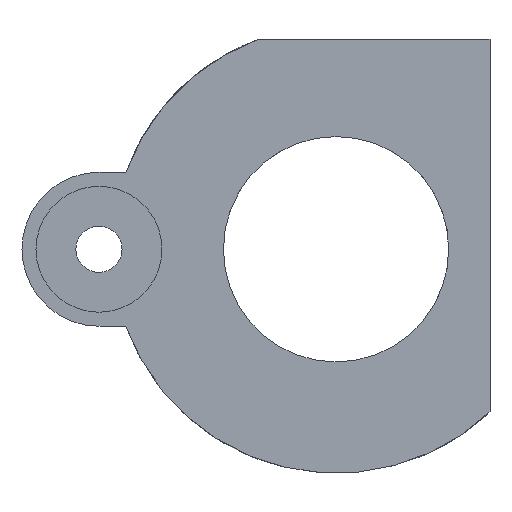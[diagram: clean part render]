
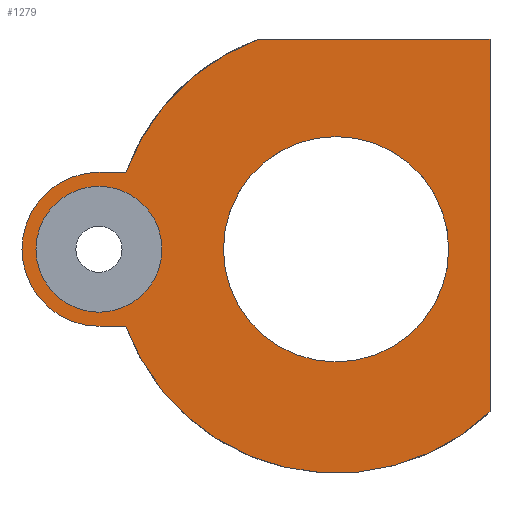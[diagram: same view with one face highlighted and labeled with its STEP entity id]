
A CAD part, front view. The second image highlights one B-rep face of the part: STEP entity #1279.
In plain terms, the highlighted planar face has unit normal (0, -1, 0).
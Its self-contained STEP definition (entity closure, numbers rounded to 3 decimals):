
#2=CARTESIAN_POINT('',(0.,-19.5,0.));
#3=DIRECTION('',(0.,-1.,0.));
#4=DIRECTION('',(1.,0.,0.));
#5=AXIS2_PLACEMENT_3D('',#2,#3,#4);
#7=CARTESIAN_POINT('',(0.,-19.5,0.));
#8=DIRECTION('',(0.,-1.,0.));
#9=DIRECTION('',(-1.,0.,0.));
#10=AXIS2_PLACEMENT_3D('',#7,#8,#9);
#12=CARTESIAN_POINT('',(0.,-19.5,0.));
#13=DIRECTION('',(0.,1.,0.));
#14=DIRECTION('',(0.688,0.,-0.726));
#15=AXIS2_PLACEMENT_3D('',#12,#13,#14);
#17=DIRECTION('',(1.,0.,0.));
#18=VECTOR('',#17,1.914);
#19=CARTESIAN_POINT('',(-16.939,-19.5,-5.5));
#20=LINE('',#19,#18);
#21=CARTESIAN_POINT('',(-16.939,-19.5,0.));
#22=DIRECTION('',(0.,-1.,0.));
#23=DIRECTION('',(0.,0.,1.));
#24=AXIS2_PLACEMENT_3D('',#21,#22,#23);
#26=DIRECTION('',(-1.,0.,0.));
#27=VECTOR('',#26,1.914);
#28=CARTESIAN_POINT('',(-15.025,-19.5,5.5));
#29=LINE('',#28,#27);
#30=CARTESIAN_POINT('',(0.,-19.5,0.));
#31=DIRECTION('',(0.,1.,0.));
#32=DIRECTION('',(-0.939,0.,0.344));
#33=AXIS2_PLACEMENT_3D('',#30,#31,#32);
#35=DIRECTION('',(1.,0.,0.));
#36=VECTOR('',#35,16.568);
#37=CARTESIAN_POINT('',(-5.568,-19.5,15.));
#38=LINE('',#37,#36);
#39=DIRECTION('',(0.,0.,-1.));
#40=VECTOR('',#39,26.619);
#41=CARTESIAN_POINT('',(11.,-19.5,15.));
#42=LINE('',#41,#40);
#43=CARTESIAN_POINT('',(-16.939,-19.5,0.));
#44=DIRECTION('',(0.,-1.,0.));
#45=DIRECTION('',(-1.,0.,0.));
#46=AXIS2_PLACEMENT_3D('',#43,#44,#45);
#48=CARTESIAN_POINT('',(-16.939,-19.5,0.));
#49=DIRECTION('',(0.,-1.,0.));
#50=DIRECTION('',(1.,0.,0.));
#51=AXIS2_PLACEMENT_3D('',#48,#49,#50);
#1014=CARTESIAN_POINT('',(8.05,-19.5,0.));
#1015=CARTESIAN_POINT('',(-8.05,-19.5,0.));
#1016=VERTEX_POINT('',#1014);
#1017=VERTEX_POINT('',#1015);
#1022=CARTESIAN_POINT('',(11.,-19.5,-11.619));
#1024=VERTEX_POINT('',#1022);
#1026=CARTESIAN_POINT('',(-5.568,-19.5,15.));
#1027=CARTESIAN_POINT('',(11.,-19.5,15.));
#1028=VERTEX_POINT('',#1026);
#1029=VERTEX_POINT('',#1027);
#1079=CARTESIAN_POINT('',(-16.939,-19.5,5.5));
#1080=CARTESIAN_POINT('',(-16.939,-19.5,-5.5));
#1081=VERTEX_POINT('',#1079);
#1082=VERTEX_POINT('',#1080);
#1087=CARTESIAN_POINT('',(-15.025,-19.5,-5.5));
#1089=VERTEX_POINT('',#1087);
#1091=CARTESIAN_POINT('',(-15.025,-19.5,5.5));
#1093=VERTEX_POINT('',#1091);
#1143=CARTESIAN_POINT('',(-21.439,-19.5,0.));
#1144=CARTESIAN_POINT('',(-12.439,-19.5,0.));
#1145=VERTEX_POINT('',#1143);
#1146=VERTEX_POINT('',#1144);
#1246=CARTESIAN_POINT('',(0.,-19.5,0.));
#1247=DIRECTION('',(0.,1.,0.));
#1248=DIRECTION('',(1.,0.,0.));
#1249=AXIS2_PLACEMENT_3D('',#1246,#1247,#1248);
#1250=PLANE('',#1249);
#1252=ORIENTED_EDGE('',*,*,#1251,.T.);
#1254=ORIENTED_EDGE('',*,*,#1253,.F.);
#1256=ORIENTED_EDGE('',*,*,#1255,.F.);
#1258=ORIENTED_EDGE('',*,*,#1257,.F.);
#1260=ORIENTED_EDGE('',*,*,#1259,.T.);
#1262=ORIENTED_EDGE('',*,*,#1261,.T.);
#1264=ORIENTED_EDGE('',*,*,#1263,.T.);
#1265=EDGE_LOOP('',(#1252,#1254,#1256,#1258,#1260,#1262,#1264));
#1266=FACE_OUTER_BOUND('',#1265,.F.);
#1268=ORIENTED_EDGE('',*,*,#1267,.T.);
#1270=ORIENTED_EDGE('',*,*,#1269,.T.);
#1271=EDGE_LOOP('',(#1268,#1270));
#1272=FACE_BOUND('',#1271,.F.);
#1274=ORIENTED_EDGE('',*,*,#1273,.T.);
#1276=ORIENTED_EDGE('',*,*,#1275,.T.);
#1277=EDGE_LOOP('',(#1274,#1276));
#1278=FACE_BOUND('',#1277,.F.);
#1279=ADVANCED_FACE('',(#1266,#1272,#1278),#1250,.F.);
#6=CIRCLE('',#5,8.05);
#11=CIRCLE('',#10,8.05);
#16=CIRCLE('',#15,16.);
#25=CIRCLE('',#24,5.5);
#34=CIRCLE('',#33,16.);
#47=CIRCLE('',#46,4.5);
#52=CIRCLE('',#51,4.5);
#1251=EDGE_CURVE('',#1024,#1089,#16,.T.);
#1253=EDGE_CURVE('',#1082,#1089,#20,.T.);
#1255=EDGE_CURVE('',#1081,#1082,#25,.T.);
#1257=EDGE_CURVE('',#1093,#1081,#29,.T.);
#1259=EDGE_CURVE('',#1093,#1028,#34,.T.);
#1261=EDGE_CURVE('',#1028,#1029,#38,.T.);
#1263=EDGE_CURVE('',#1029,#1024,#42,.T.);
#1267=EDGE_CURVE('',#1016,#1017,#6,.T.);
#1269=EDGE_CURVE('',#1017,#1016,#11,.T.);
#1273=EDGE_CURVE('',#1145,#1146,#47,.T.);
#1275=EDGE_CURVE('',#1146,#1145,#52,.T.);
